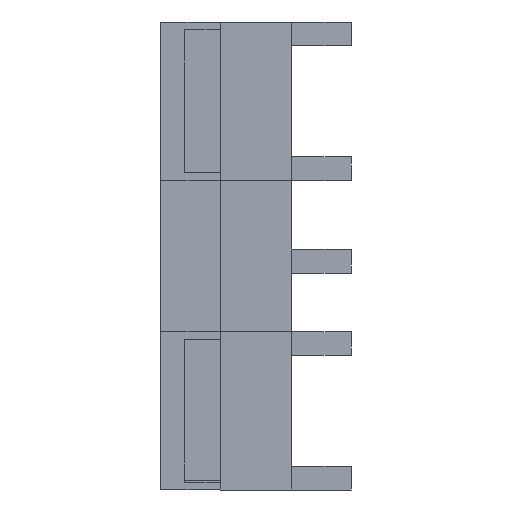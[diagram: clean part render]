
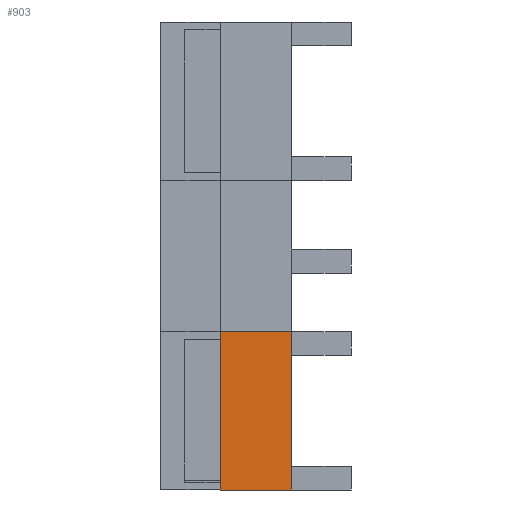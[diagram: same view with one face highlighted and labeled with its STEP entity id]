
A CAD part, left-side view. The second image highlights one B-rep face of the part: STEP entity #903.
In plain terms, the highlighted free-form (B-spline) face has degree [1, 1] with [2, 2] control points.
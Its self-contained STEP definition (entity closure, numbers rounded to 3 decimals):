
#903 = ADVANCED_FACE('',(#904),#934,.T.);
#904 = FACE_BOUND('',#905,.T.);
#905 = EDGE_LOOP('',(#906,#915,#922,#929));
#906 = ORIENTED_EDGE('',*,*,#907,.T.);
#907 = EDGE_CURVE('',#908,#910,#912,.T.);
#908 = VERTEX_POINT('',#909);
#909 = CARTESIAN_POINT('',(-13437.39,-1150.438,
    1350.074));
#910 = VERTEX_POINT('',#911);
#911 = CARTESIAN_POINT('',(-13437.39,66.545,
    1350.074));
#912 = B_SPLINE_CURVE_WITH_KNOTS('',1,(#913,#914),.UNSPECIFIED.,.F.,.F.,
  (2,2),(0.,914.4),.PIECEWISE_BEZIER_KNOTS.);
#913 = CARTESIAN_POINT('',(-13437.39,-1150.438,
    1350.074));
#914 = CARTESIAN_POINT('',(-13437.39,66.545,
    1350.074));
#915 = ORIENTED_EDGE('',*,*,#916,.T.);
#916 = EDGE_CURVE('',#910,#917,#919,.T.);
#917 = VERTEX_POINT('',#918);
#918 = CARTESIAN_POINT('',(-13437.39,66.545,
    -1350.074));
#919 = B_SPLINE_CURVE_WITH_KNOTS('',1,(#920,#921),.UNSPECIFIED.,.F.,.F.,
  (2,2),(0.,2028.8),.PIECEWISE_BEZIER_KNOTS.);
#920 = CARTESIAN_POINT('',(-13437.39,66.545,
    1350.074));
#921 = CARTESIAN_POINT('',(-13437.39,66.545,
    -1350.074));
#922 = ORIENTED_EDGE('',*,*,#923,.T.);
#923 = EDGE_CURVE('',#917,#924,#926,.T.);
#924 = VERTEX_POINT('',#925);
#925 = CARTESIAN_POINT('',(-13437.39,-1150.438,
    -1350.074));
#926 = B_SPLINE_CURVE_WITH_KNOTS('',1,(#927,#928),.UNSPECIFIED.,.F.,.F.,
  (2,2),(0.,914.4),.PIECEWISE_BEZIER_KNOTS.);
#927 = CARTESIAN_POINT('',(-13437.39,66.545,
    -1350.074));
#928 = CARTESIAN_POINT('',(-13437.39,-1150.438,
    -1350.074));
#929 = ORIENTED_EDGE('',*,*,#930,.T.);
#930 = EDGE_CURVE('',#924,#908,#931,.T.);
#931 = B_SPLINE_CURVE_WITH_KNOTS('',1,(#932,#933),.UNSPECIFIED.,.F.,.F.,
  (2,2),(0.,2028.8),.PIECEWISE_BEZIER_KNOTS.);
#932 = CARTESIAN_POINT('',(-13437.39,-1150.438,
    -1350.074));
#933 = CARTESIAN_POINT('',(-13437.39,-1150.438,
    1350.074));
#934 = B_SPLINE_SURFACE_WITH_KNOTS('',1,1,(
    (#935,#936)
    ,(#937,#938
    )),.UNSPECIFIED.,.F.,.F.,.F.,(2,2),(2,2),(-40.576,2069.376),(
    -932.688,18.288),.PIECEWISE_BEZIER_KNOTS.);
#935 = CARTESIAN_POINT('',(-13437.39,-1174.777,
    -1404.077));
#936 = CARTESIAN_POINT('',(-13437.39,90.885,
    -1404.077));
#937 = CARTESIAN_POINT('',(-13437.39,-1174.777,
    1404.077));
#938 = CARTESIAN_POINT('',(-13437.39,90.885,
    1404.077));
